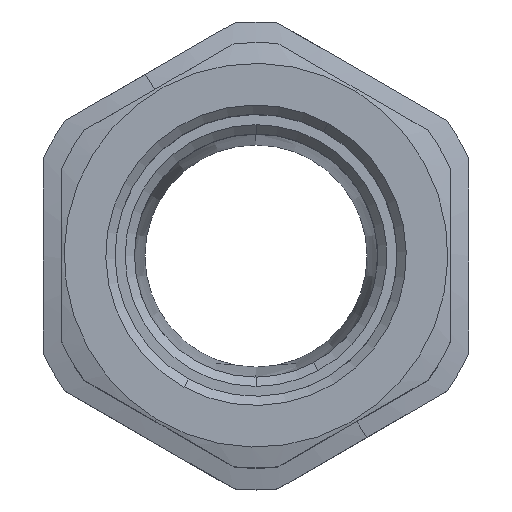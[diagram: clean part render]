
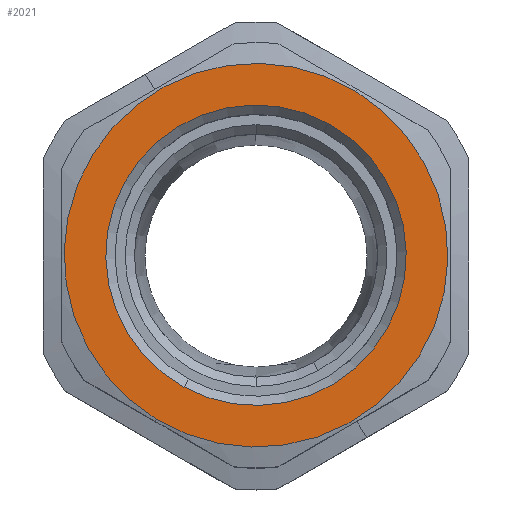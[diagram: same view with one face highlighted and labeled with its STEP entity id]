
A CAD part, top view. The second image highlights one B-rep face of the part: STEP entity #2021.
In plain terms, the highlighted planar face has unit normal (0, 0, 1).
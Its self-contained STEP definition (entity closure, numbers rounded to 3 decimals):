
#1888=AXIS2_PLACEMENT_3D('Circle Axis2P3D',#1886,#1887,$) ;
#1919=AXIS2_PLACEMENT_3D('Circle Axis2P3D',#1917,#1918,$) ;
#1997=AXIS2_PLACEMENT_3D('Plane Axis2P3D',#1994,#1995,#1996) ;
#2005=AXIS2_PLACEMENT_3D('Circle Axis2P3D',#2003,#2004,$) ;
#2014=AXIS2_PLACEMENT_3D('Circle Axis2P3D',#2012,#2013,$) ;
#1883=CARTESIAN_POINT('Vertex',(33.796,43.02,77.75)) ;
#1886=CARTESIAN_POINT('Axis2P3D Location',(23.,25.3,77.75)) ;
#1890=CARTESIAN_POINT('Vertex',(12.204,7.58,77.75)) ;
#1917=CARTESIAN_POINT('Axis2P3D Location',(23.,25.3,77.75)) ;
#1994=CARTESIAN_POINT('Axis2P3D Location',(23.,25.3,77.75)) ;
#2003=CARTESIAN_POINT('Axis2P3D Location',(23.,25.3,77.75)) ;
#2007=CARTESIAN_POINT('Vertex',(15.209,11.039,77.75)) ;
#2009=CARTESIAN_POINT('Vertex',(30.791,39.561,77.75)) ;
#2012=CARTESIAN_POINT('Axis2P3D Location',(23.,25.3,77.75)) ;
#1887=DIRECTION('Axis2P3D Direction',(0.,0.,-1.)) ;
#1918=DIRECTION('Axis2P3D Direction',(0.,0.,-1.)) ;
#1995=DIRECTION('Axis2P3D Direction',(0.,0.,-1.)) ;
#1996=DIRECTION('Axis2P3D XDirection',(0.,1.,0.)) ;
#2004=DIRECTION('Axis2P3D Direction',(0.,0.,-1.)) ;
#2013=DIRECTION('Axis2P3D Direction',(0.,0.,-1.)) ;
#2000=ORIENTED_EDGE('',*,*,#1921,.T.) ;
#2001=ORIENTED_EDGE('',*,*,#1892,.T.) ;
#2018=ORIENTED_EDGE('',*,*,#2011,.T.) ;
#2019=ORIENTED_EDGE('',*,*,#2016,.T.) ;
#2020=FACE_BOUND('',#2017,.T.) ;
#2021=ADVANCED_FACE('Body',(#2002,#2020),#1998,.F.) ;
#1889=CIRCLE('generated circle',#1888,20.75) ;
#1920=CIRCLE('generated circle',#1919,20.75) ;
#2006=CIRCLE('generated circle',#2005,16.25) ;
#2015=CIRCLE('generated circle',#2014,16.25) ;
#1892=EDGE_CURVE('',#1891,#1884,#1889,.F.) ;
#1921=EDGE_CURVE('',#1884,#1891,#1920,.F.) ;
#2011=EDGE_CURVE('',#2008,#2010,#2006,.T.) ;
#2016=EDGE_CURVE('',#2010,#2008,#2015,.T.) ;
#1999=EDGE_LOOP('',(#2000,#2001)) ;
#2017=EDGE_LOOP('',(#2018,#2019)) ;
#2002=FACE_OUTER_BOUND('',#1999,.T.) ;
#1998=PLANE('',#1997) ;
#1884=VERTEX_POINT('',#1883) ;
#1891=VERTEX_POINT('',#1890) ;
#2008=VERTEX_POINT('',#2007) ;
#2010=VERTEX_POINT('',#2009) ;
